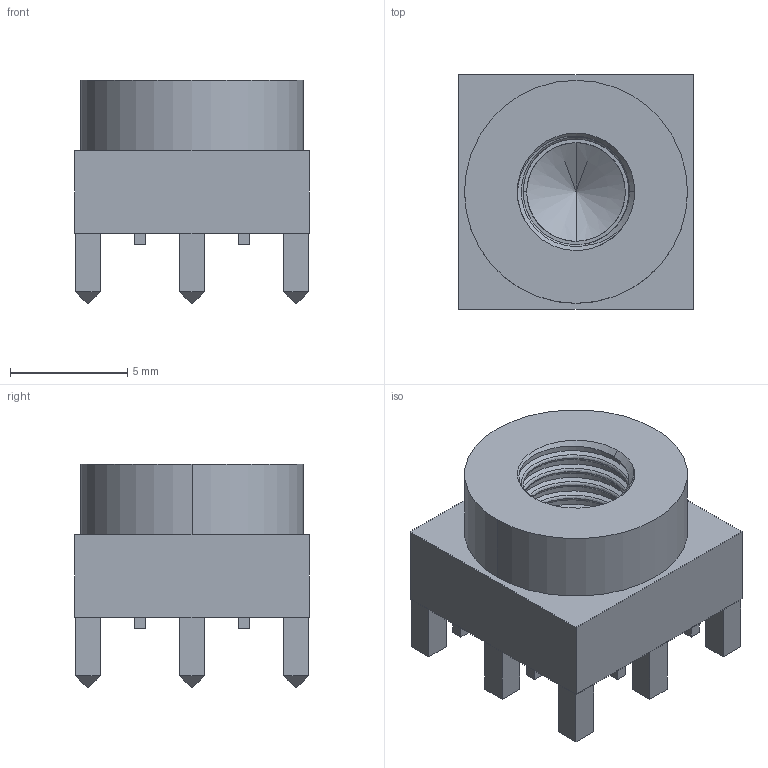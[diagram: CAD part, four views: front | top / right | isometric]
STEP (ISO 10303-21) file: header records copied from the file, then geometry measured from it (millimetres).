
FILE_DESCRIPTION (( 'STEP AP214' ), '1' );
FILE_NAME ('74650195R.STEP', '2023-03-14T18:05:48', ( '' ), ( '' ), 'SwSTEP 2.0', 'SolidWorks 2022', '' );
FILE_SCHEMA (( 'AUTOMOTIVE_DESIGN' ));
Length unit declared in the file: millimetre
Products named in the file (1): 74650195R
Bounding box: 10 x 10 x 9.5 mm (x, y, z)
Volume: 506.4 mm3; surface area: 640.4 mm2
Topology: 1 solids, 1 shells, 194 faces, 457 edges, 290 vertices
Faces by surface type: plane 169, cylinder 15, cone 5, bspline 5
Entity records: 6518 total; most frequent: CARTESIAN_POINT 2152, ORIENTED_EDGE 910, DIRECTION 812, EDGE_CURVE 455, LINE 408, VECTOR 408, VERTEX_POINT 290, EDGE_LOOP 221
